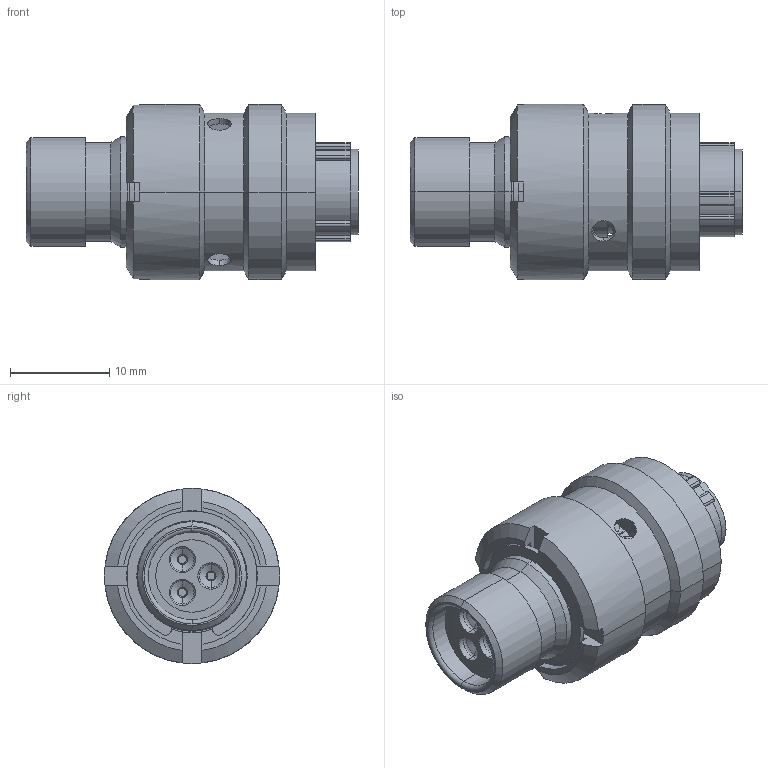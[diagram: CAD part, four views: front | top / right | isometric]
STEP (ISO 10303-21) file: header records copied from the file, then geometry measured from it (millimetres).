
FILE_DESCRIPTION (( 'STEP AP214' ), '1' );
FILE_NAME ('AS608-98SN.STEP', '2017-08-07T13:34:39', ( '' ), ( '' ), 'SwSTEP 2.0', 'SolidWorks 2015', '' );
FILE_SCHEMA (( 'AUTOMOTIVE_DESIGN' ));
Length unit declared in the file: inch
Products named in the file (1): AS608-98SN
Bounding box: 33.37 x 17.6 x 17.6 mm (x, y, z)
Volume: 3866.1 mm3; surface area: 6092.1 mm2
Topology: 1 solids, 4 shells, 866 faces, 2305 edges, 1438 vertices
Faces by surface type: cylinder 303, plane 295, torus 128, cone 128, bspline 12
Entity records: 42573 total; most frequent: CARTESIAN_POINT 10817, ORIENTED_EDGE 4598, DIRECTION 4060, EDGE_CURVE 2299, AXIS2_PLACEMENT_3D 1673, VERTEX_POINT 1438, EDGE_LOOP 941, ADVANCED_FACE 866
